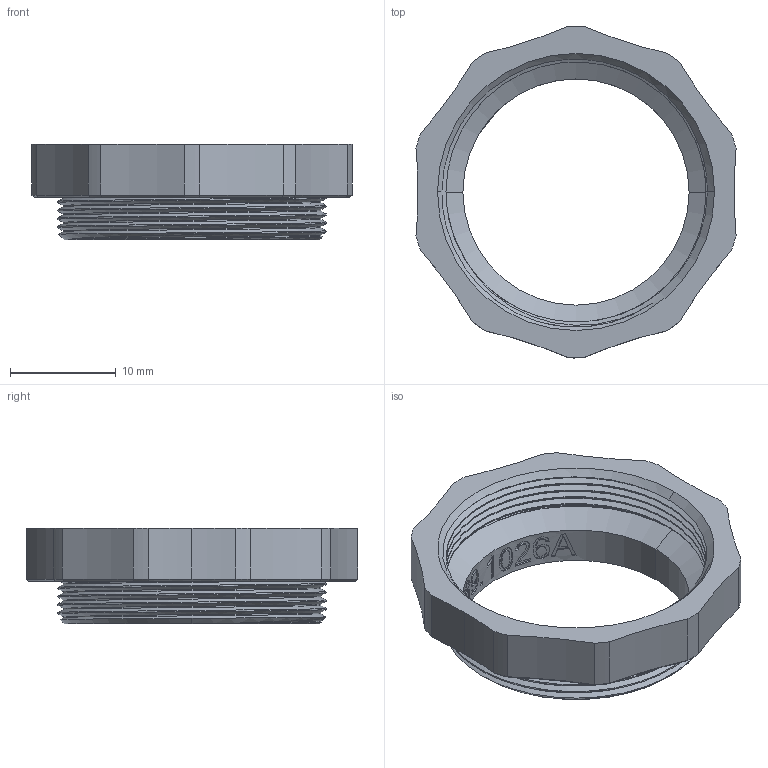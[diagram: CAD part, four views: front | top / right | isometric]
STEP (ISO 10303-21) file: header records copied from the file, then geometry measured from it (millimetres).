
FILE_DESCRIPTION (( 'STEP AP214' ), '1' );
FILE_NAME ('689.1026A.STEP', '', ( '' ), ( '' ), '', '', '' );
FILE_SCHEMA (( 'AUTOMOTIVE_DESIGN' ));
Length unit declared in the file: millimetre
Products named in the file (1): 689.1026A
Bounding box: 30.28 x 31.4 x 9 mm (x, y, z)
Volume: 1680.3 mm3; surface area: 2533.6 mm2
Topology: 1 solids, 1 shells, 207 faces, 539 edges, 351 vertices
Faces by surface type: bspline 115, cylinder 59, cone 30, plane 3
Entity records: 22872 total; most frequent: CARTESIAN_POINT 18845, ORIENTED_EDGE 1078, EDGE_CURVE 539, DIRECTION 397, B_SPLINE_CURVE_WITH_KNOTS 366, VERTEX_POINT 351, EDGE_LOOP 226, ADVANCED_FACE 207
